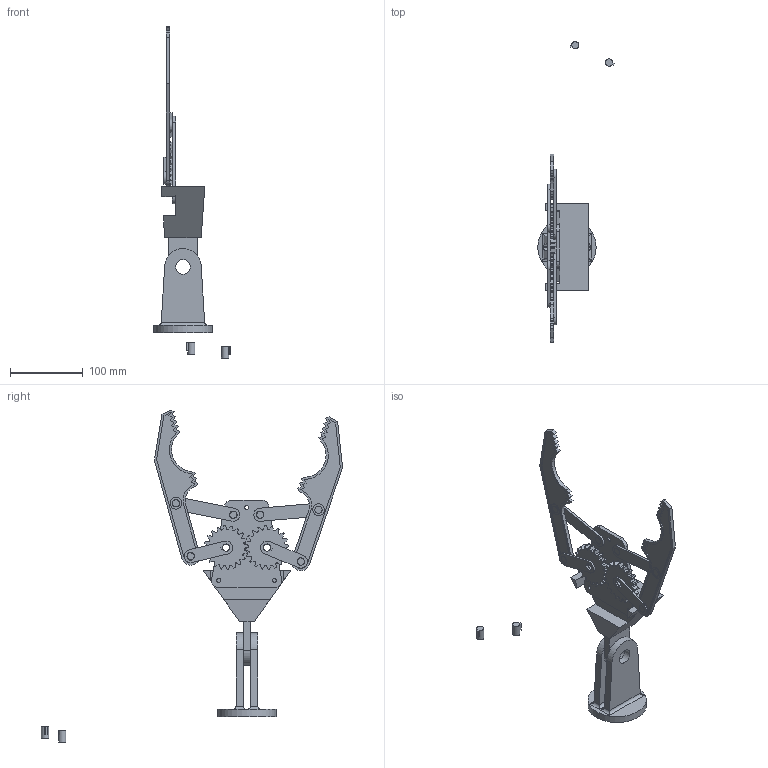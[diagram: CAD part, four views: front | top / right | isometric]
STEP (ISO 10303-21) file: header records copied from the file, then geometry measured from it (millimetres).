
FILE_DESCRIPTION(/* description */ (''),/* implementation_level */ '2;1');
FILE_NAME(/* name */ 'robo arm techfest v1.step',/* time_stamp */ '2022-10-03T15:36:53+05:30',/* author */ (''),/* organization */ (''),/* preprocessor_version */ 'ST-DEVELOPER v19',/* originating_system */ 'Autodesk Translation Framework v11.7.0.108',/* authorisation */ '');
FILE_SCHEMA (('AUTOMOTIVE_DESIGN { 1 0 10303 214 3 1 1 }'));
Length unit declared in the file: millimetre
Products named in the file (12): robo arm techfest; Component1; elbow; testing; Robotic Clamp; Holding Plate; Simple Gear; Robotic Claw; Long Arm; Short Arm; Pin; Pin (1)
Assembly tree (21 placements, depth 5):
  robo arm techfest
    Component1
    elbow
      testing
        Robotic Clamp
          Holding Plate
          Simple Gear  x2
          Long Arm  x2
          Robotic Claw  x2
          Short Arm  x2
          Pin  x2
          Pin (1)  x6
Bounding box: 104.8 x 412.59 x 454.96 mm (x, y, z)
Volume: 525215.6 mm3; surface area: 151556.3 mm2
Topology: 19 solids, 19 shells, 466 faces, 1239 edges, 826 vertices
Faces by surface type: plane 304, cylinder 162
Full cylindrical faces by diameter (mm): 5.5 x3, 10 x22, 16 x8, 20 x3, 80 x1
Entity records: 8503 total; most frequent: DIRECTION 1451, CARTESIAN_POINT 1434, ORIENTED_EDGE 1374, EDGE_CURVE 687, LINE 501, VECTOR 501, AXIS2_PLACEMENT_3D 475, VERTEX_POINT 458
